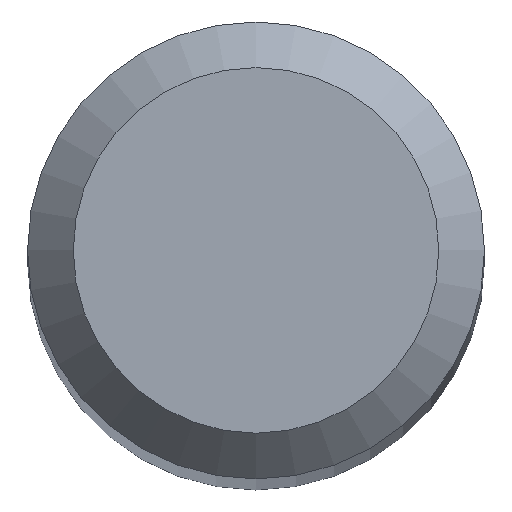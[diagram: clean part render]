
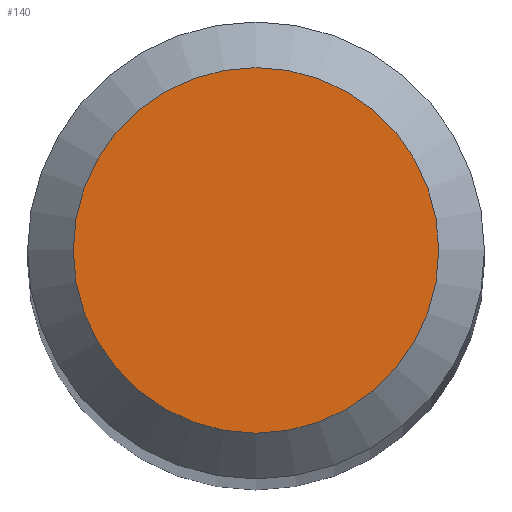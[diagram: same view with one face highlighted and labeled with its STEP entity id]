
A CAD part, top view. The second image highlights one B-rep face of the part: STEP entity #140.
In plain terms, the highlighted planar face has unit normal (0, 0, 1).
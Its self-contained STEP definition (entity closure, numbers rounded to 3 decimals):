
#19 = EDGE_LOOP ( 'NONE', ( #264 ) ) ;
#23 = FACE_OUTER_BOUND ( 'NONE', #19, .T. ) ;
#52 = DIRECTION ( 'NONE',  ( 0., 0., -1. ) ) ;
#53 = DIRECTION ( 'NONE',  ( 0., 1., 0. ) ) ;
#54 = CARTESIAN_POINT ( 'NONE',  ( 0., 1.2, 46. ) ) ;
#59 = VERTEX_POINT ( 'NONE', #54 ) ;
#80 = AXIS2_PLACEMENT_3D ( 'NONE', #298, #93, #111 ) ;
#93 = DIRECTION ( 'NONE',  ( 0., 0., -1. ) ) ;
#110 = AXIS2_PLACEMENT_3D ( 'NONE', #141, #52, #53 ) ;
#111 = DIRECTION ( 'NONE',  ( 0., 1., 0. ) ) ;
#140 = ADVANCED_FACE ( 'NONE', ( #23 ), #204, .F. ) ;
#141 = CARTESIAN_POINT ( 'NONE',  ( 0., 0., 46. ) ) ;
#204 = PLANE ( 'NONE',  #80 ) ;
#235 = EDGE_CURVE ( 'NONE', #59, #59, #246, .T. ) ;
#246 = CIRCLE ( 'NONE', #110, 1.2 ) ;
#264 = ORIENTED_EDGE ( 'NONE', *, *, #235, .F. ) ;
#298 = CARTESIAN_POINT ( 'NONE',  ( 0., 0., 46. ) ) ;
